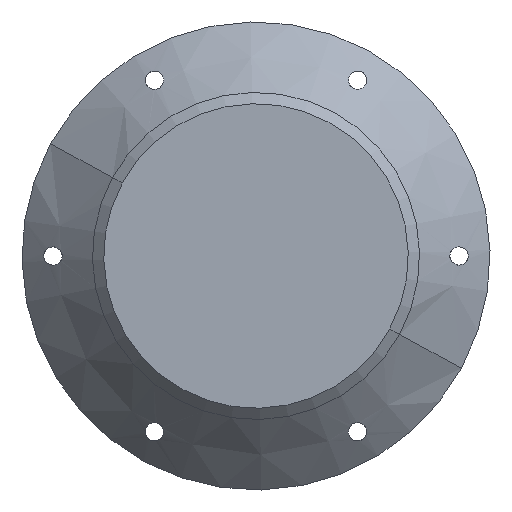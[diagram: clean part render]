
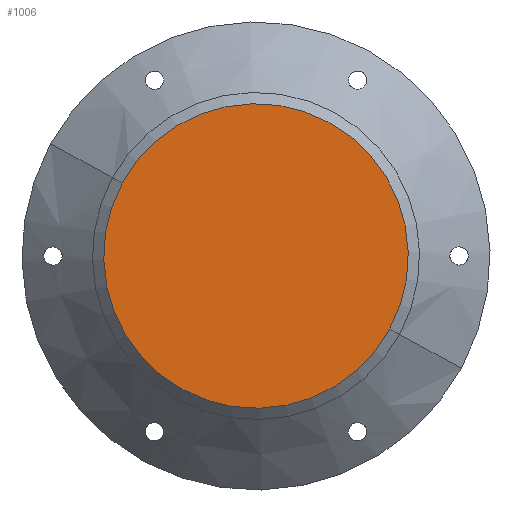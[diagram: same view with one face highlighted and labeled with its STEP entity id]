
A CAD part, left-side view. The second image highlights one B-rep face of the part: STEP entity #1006.
In plain terms, the highlighted planar face has unit normal (-1, 0, 0).
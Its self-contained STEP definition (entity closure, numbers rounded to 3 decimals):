
#983=CARTESIAN_POINT('Axis2P3D Location',(-3.,29.,0.)) ;
#988=CARTESIAN_POINT('Axis2P3D Location',(-3.,0.,0.)) ;
#992=CARTESIAN_POINT('Vertex',(-3.,23.695,12.944)) ;
#994=CARTESIAN_POINT('Vertex',(-3.,-23.695,-12.944)) ;
#997=CARTESIAN_POINT('Axis2P3D Location',(-3.,0.,0.)) ;
#984=DIRECTION('Axis2P3D Direction',(1.,0.,0.)) ;
#985=DIRECTION('Axis2P3D XDirection',(0.,1.,0.)) ;
#989=DIRECTION('Axis2P3D Direction',(1.,0.,0.)) ;
#998=DIRECTION('Axis2P3D Direction',(1.,0.,0.)) ;
#986=AXIS2_PLACEMENT_3D('Plane Axis2P3D',#983,#984,#985) ;
#990=AXIS2_PLACEMENT_3D('Circle Axis2P3D',#988,#989,$) ;
#999=AXIS2_PLACEMENT_3D('Circle Axis2P3D',#997,#998,$) ;
#1003=ORIENTED_EDGE('',*,*,#996,.F.) ;
#1004=ORIENTED_EDGE('',*,*,#1001,.F.) ;
#1006=ADVANCED_FACE('Corps principal',(#1005),#987,.F.) ;
#991=CIRCLE('generated circle',#990,27.) ;
#1000=CIRCLE('generated circle',#999,27.) ;
#996=EDGE_CURVE('',#993,#995,#991,.T.) ;
#1001=EDGE_CURVE('',#995,#993,#1000,.T.) ;
#1002=EDGE_LOOP('',(#1003,#1004)) ;
#1005=FACE_OUTER_BOUND('',#1002,.T.) ;
#987=PLANE('Plane',#986) ;
#993=VERTEX_POINT('',#992) ;
#995=VERTEX_POINT('',#994) ;
